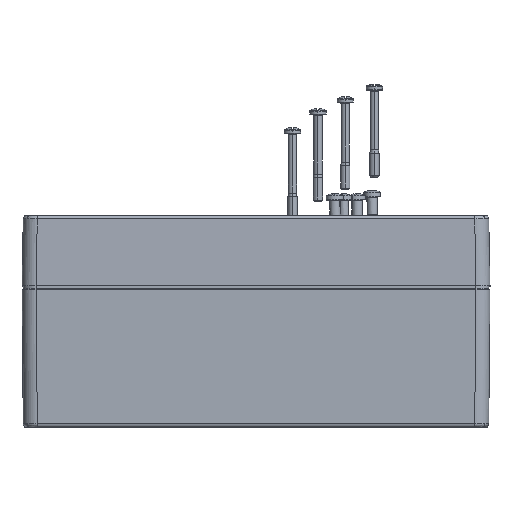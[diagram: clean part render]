
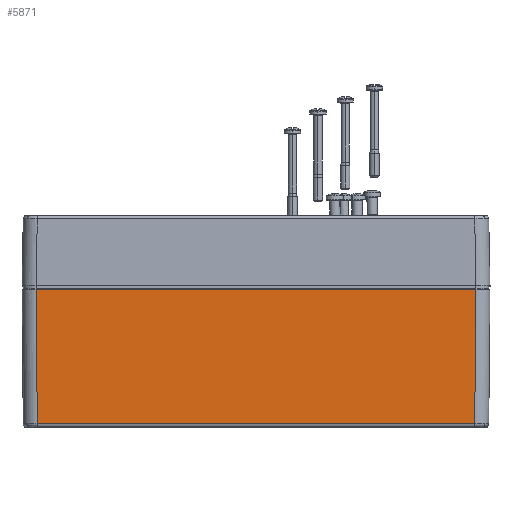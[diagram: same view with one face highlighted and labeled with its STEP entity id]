
A CAD part, top view. The second image highlights one B-rep face of the part: STEP entity #5871.
In plain terms, the highlighted planar face has unit normal (0, -0.009, 1).
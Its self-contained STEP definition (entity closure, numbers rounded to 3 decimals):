
#1151 = VERTEX_POINT ( 'NONE', #42830 ) ;
#5739 = ORIENTED_EDGE ( 'NONE', *, *, #6287, .T. ) ;
#5740 = ORIENTED_EDGE ( 'NONE', *, *, #33604, .T. ) ;
#5742 = EDGE_LOOP ( 'NONE', ( #5744, #5749, #5739, #5740 ) ) ;
#5744 = ORIENTED_EDGE ( 'NONE', *, *, #5853, .T. ) ;
#5749 = ORIENTED_EDGE ( 'NONE', *, *, #5933, .T. ) ;
#5853 = EDGE_CURVE ( 'NONE', #32124, #5932, #18661, .T. ) ;
#5871 = ADVANCED_FACE ( 'NONE', ( #18706 ), #18702, .T. ) ;
#5932 = VERTEX_POINT ( 'NONE', #18899 ) ;
#5933 = EDGE_CURVE ( 'NONE', #5932, #5959, #18887, .T. ) ;
#5959 = VERTEX_POINT ( 'NONE', #18955 ) ;
#6287 = EDGE_CURVE ( 'NONE', #5959, #1151, #19606, .T. ) ;
#18657 = DIRECTION ( 'NONE',  ( 0.009, 1., 0.009 ) ) ;
#18659 = VECTOR ( 'NONE', #18657, 1000. ) ;
#18660 = CARTESIAN_POINT ( 'NONE',  ( 93.985, -1.693, 59.985 ) ) ;
#18661 = LINE ( 'NONE', #18660, #18659 ) ;
#18698 = DIRECTION ( 'NONE',  ( 0., -1., -0.009 ) ) ;
#18699 = DIRECTION ( 'NONE',  ( 0., -0.009, 1. ) ) ;
#18700 = AXIS2_PLACEMENT_3D ( 'NONE', #18701, #18699, #18698 ) ;
#18701 = CARTESIAN_POINT ( 'NONE',  ( -100., 0., 60. ) ) ;
#18702 = PLANE ( 'NONE',  #18700 ) ;
#18706 = FACE_OUTER_BOUND ( 'NONE', #5742, .T. ) ;
#18884 = DIRECTION ( 'NONE',  ( -1., 0., 0. ) ) ;
#18885 = VECTOR ( 'NONE', #18884, 1000. ) ;
#18886 = CARTESIAN_POINT ( 'NONE',  ( -100., -3., 59.974 ) ) ;
#18887 = LINE ( 'NONE', #18886, #18885 ) ;
#18899 = CARTESIAN_POINT ( 'NONE',  ( 93.974, -3., 59.974 ) ) ;
#18955 = CARTESIAN_POINT ( 'NONE',  ( -93.974, -3., 59.974 ) ) ;
#19603 = DIRECTION ( 'NONE',  ( 0.009, -1., -0.009 ) ) ;
#19604 = VECTOR ( 'NONE', #19603, 1000. ) ;
#19605 = CARTESIAN_POINT ( 'NONE',  ( -94.001, 0.052, 60. ) ) ;
#19606 = LINE ( 'NONE', #19605, #19604 ) ;
#32124 = VERTEX_POINT ( 'NONE', #36564 ) ;
#33604 = EDGE_CURVE ( 'NONE', #1151, #32124, #36838, .T. ) ;
#36564 = CARTESIAN_POINT ( 'NONE',  ( 93.472, -60.513, 59.472 ) ) ;
#36835 = DIRECTION ( 'NONE',  ( 1., 0., 0. ) ) ;
#36836 = VECTOR ( 'NONE', #36835, 1000. ) ;
#36837 = CARTESIAN_POINT ( 'NONE',  ( -100., -60.513, 59.472 ) ) ;
#36838 = LINE ( 'NONE', #36837, #36836 ) ;
#42830 = CARTESIAN_POINT ( 'NONE',  ( -93.472, -60.513, 59.472 ) ) ;
